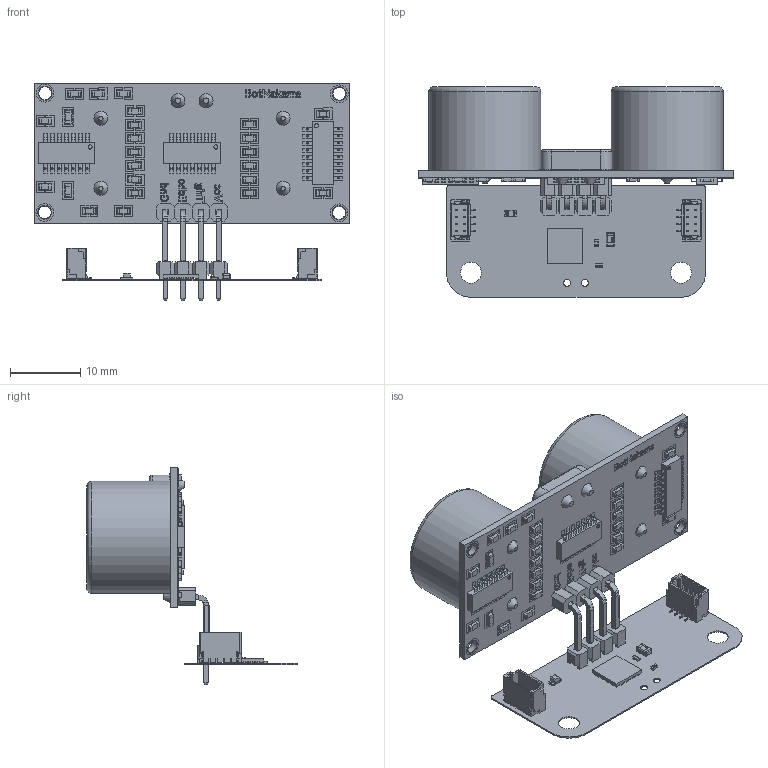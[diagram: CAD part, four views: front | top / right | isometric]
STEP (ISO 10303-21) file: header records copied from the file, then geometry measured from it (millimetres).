
FILE_DESCRIPTION(('Open CASCADE Model'),'2;1');
FILE_NAME('Open CASCADE Shape Model','2025-02-24T09:39:27',('Author'),( 'Open CASCADE'),'Open CASCADE STEP processor 7.5','Open CASCADE 7.5' ,'Unknown');
FILE_SCHEMA(('AUTOMOTIVE_DESIGN { 1 0 10303 214 1 1 1 1 }'));
Length unit declared in the file: millimetre
Products named in the file (94): PCB; Board; Open CASCADE STEP translator 7.5 8.1.1; J11; Conn_Harwin_M20-9990445_eec; M20-9990445_asm; M20-999-MOULD; M20-999-PIN; Harwin; C2; 0805 SMD Capacitor; U; DUELink-Connector-BM04B-SRSS-TB; D; STAT; 0603 LED Green; Solid1; Solid4; R4; User Library-R SMD 0402; User Library-R SMD 0402_0402 BODY; User Library-R SMD 0402_0402 PAD; User Library-R SMD 0402_0402 OPIS; C1; C0402; Free-Models; HC-04HC-04; HC-04Array; HC-04Array001; HC-04Placa; HC-04Pad003; HC-04Fillet; HC-04Array002; HC-04Array003; HC-04Fusion; HC-04Fillet001; HC-04Pad005; HC-04Pad006; HC-04Fusion001; HC-04Clone_of_Fusion002 ...
Assembly tree (98 placements, depth 5):
  PCB
    Board
      Open CASCADE STEP translator 7.5 8.1.1
    J11
      Conn_Harwin_M20-9990445_eec
        M20-9990445_asm
          M20-999-MOULD
          M20-999-PIN  x4
        Harwin
    C2
      0805 SMD Capacitor
    U
      DUELink-Connector-BM04B-SRSS-TB
    D
      DUELink-Connector-BM04B-SRSS-TB
    STAT
      0603 LED Green
        Solid1
        Solid4
        Solid1
        Solid1
        Solid4
        Solid1
        Solid1
        Solid1
    R4
      User Library-R SMD 0402
        User Library-R SMD 0402_0402 BODY
        User Library-R SMD 0402_0402 PAD  x2
        User Library-R SMD 0402_0402 OPIS
    C1
      C0402
    Free-Models
      HC-04HC-04
        HC-04Array
        HC-04Array001
        HC-04Placa
        HC-04Pad003
        HC-04Fillet
        HC-04Array002
        HC-04Array003
        HC-04Fusion
        HC-04Fillet001
        HC-04Pad005
        HC-04Pad006
        HC-04Fusion001
        HC-04Clone_of_Fusion002
        HC-04Clone_of_Fusion003
        HC-04Array005
        HC-04Array002002
        HC-04Clone_of_Array002002
        HC-04Array002003
        HC-04Clone_of_Array002003
        HC-04Integrados
        HC-04ShapeString
        HC-04ShapeString001
        HC-04ShapeString002
        HC-04ShapeString003
        HC-04ShapeString004
        HC-04ShapeString005
Bounding box: 45 x 30 x 31.04 mm (x, y, z)
Volume: 4051.8 mm3; surface area: 9118.3 mm2
Topology: 250 solids, 305 shells, 4751 faces, 15897 edges, 14492 vertices
Faces by surface type: plane 4152, cylinder 479, bspline 84, cone 16, sphere 8, revolution 8, torus 4
Full cylindrical faces by diameter (mm): 0.6 x3, 1.016 x2, 1.02 x4, 1.6 x10, 1.82 x4, 2 x4, 2.527 x4, 3 x2, 9 x2, 12.32 x2, 13 x6, 16 x2
Entity records: 166065 total; most frequent: CARTESIAN_POINT 37433, ORIENTED_EDGE 22916, DIRECTION 22404, EDGE_CURVE 12205, LINE 11150, VECTOR 11150, VERTEX_POINT 8246, AXIS2_PLACEMENT_3D 5623
